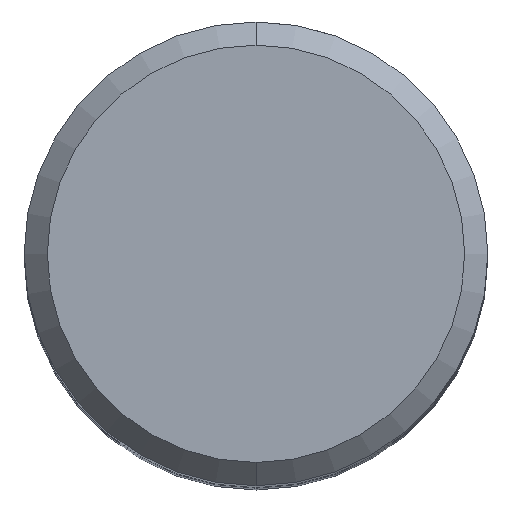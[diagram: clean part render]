
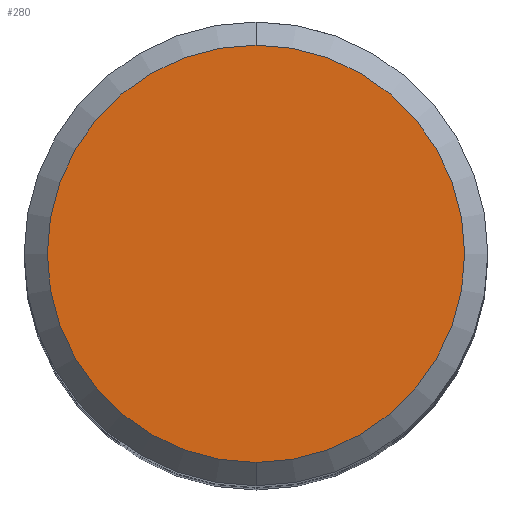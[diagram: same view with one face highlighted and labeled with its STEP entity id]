
A CAD part, top view. The second image highlights one B-rep face of the part: STEP entity #280.
In plain terms, the highlighted planar face has unit normal (0, 0, 1).
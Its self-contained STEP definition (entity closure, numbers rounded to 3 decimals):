
#222=VERTEX_POINT('',#593);
#226=EDGE_CURVE('',#222,#256,#597,.T.);
#256=VERTEX_POINT('',#629);
#264=EDGE_CURVE('',#256,#222,#637,.T.);
#280=ADVANCED_FACE('',(#655),#656,.T.);
#593=CARTESIAN_POINT('',(0.0,9.0,0.0));
#597=CIRCLE('',#1001,9.0);
#629=CARTESIAN_POINT('',(0.,-9.0,0.0));
#637=CIRCLE('',#1054,9.0);
#655=FACE_OUTER_BOUND('',#1147,.T.);
#656=PLANE('',#1148);
#1001=AXIS2_PLACEMENT_3D('',#1894,#1895,#1896);
#1054=AXIS2_PLACEMENT_3D('',#1941,#1942,#1943);
#1147=EDGE_LOOP('',(#1963,#1964));
#1148=AXIS2_PLACEMENT_3D('',#1965,#1966,#1967);
#1894=CARTESIAN_POINT('',(0.0,0.0,0.0));
#1895=DIRECTION('',(0.0,0.0,-1.0));
#1896=DIRECTION('',(0.0,1.0,0.0));
#1941=CARTESIAN_POINT('',(0.0,0.0,0.0));
#1942=DIRECTION('',(0.0,0.0,-1.0));
#1943=DIRECTION('',(0.0,1.0,0.0));
#1963=ORIENTED_EDGE('',*,*,#226,.F.);
#1964=ORIENTED_EDGE('',*,*,#264,.F.);
#1965=CARTESIAN_POINT('',(0.0,4.5,0.0));
#1966=DIRECTION('',(-0.0,0.0,1.0));
#1967=DIRECTION('',(0.0,-1.0,0.0));
